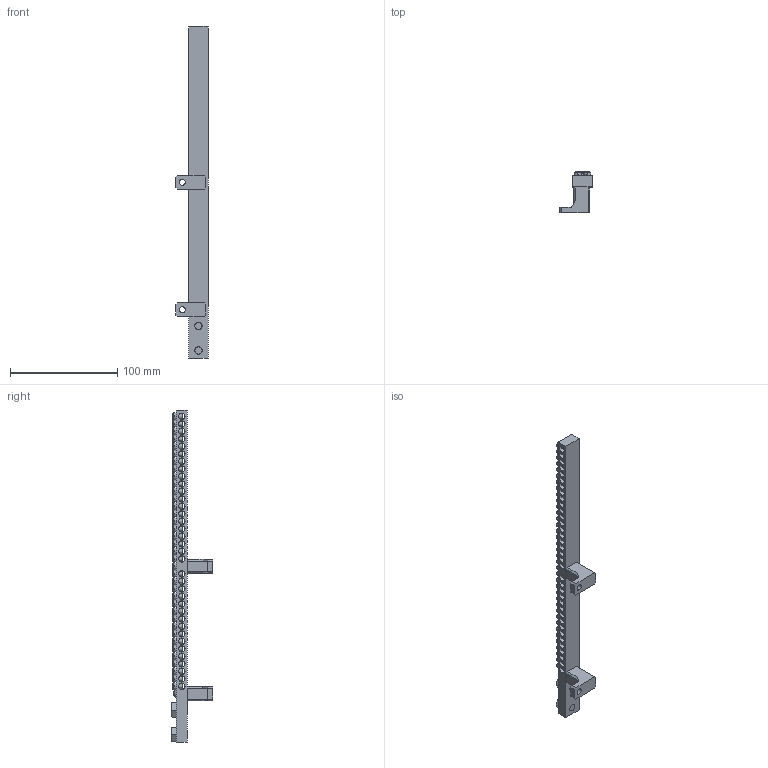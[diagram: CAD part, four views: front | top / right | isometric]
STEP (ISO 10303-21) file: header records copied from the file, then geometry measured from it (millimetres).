
FILE_DESCRIPTION (( 'STEP AP214' ), '1' );
FILE_NAME ('Øèíà N íîëü íà äâóõ óãë. èçîë. 200À ØÍÈ-10õ18-72-L2-Ñ IEK.STEP', '2023-04-13T12:58:29', ( '' ), ( '' ), 'SwSTEP 2.0', 'SolidWorks 2022', '' );
FILE_SCHEMA (( 'AUTOMOTIVE_DESIGN' ));
Length unit declared in the file: millimetre
Products named in the file (6): Ножка; Винт M8; Шина N ноль на двух угл. изол. 200А ШНИ-10х18-72-L2-С IEK; Шина 36; Винт М4; Винт М5
Assembly tree (80 placements, depth 2):
  Шина N ноль на двух угл. изол. 200А ШНИ-10х18-72-L2-С IEK
    Шина 36
    Ножка  x2
    Винт M8  x2
    Винт М4
    Винт М5  x74
Bounding box: 30 x 39 x 310 mm (x, y, z)
Volume: 59845 mm3; surface area: 52683.4 mm2
Topology: 80 solids, 80 shells, 2055 faces, 5644 edges, 3760 vertices
Faces by surface type: plane 1215, cylinder 538, torus 296, cone 4, sphere 2
Entity records: 17420 total; most frequent: CARTESIAN_POINT 6717, ORIENTED_EDGE 2272, DIRECTION 2012, EDGE_CURVE 1136, AXIS2_PLACEMENT_3D 771, VERTEX_POINT 756, EDGE_LOOP 484, VECTOR 470
